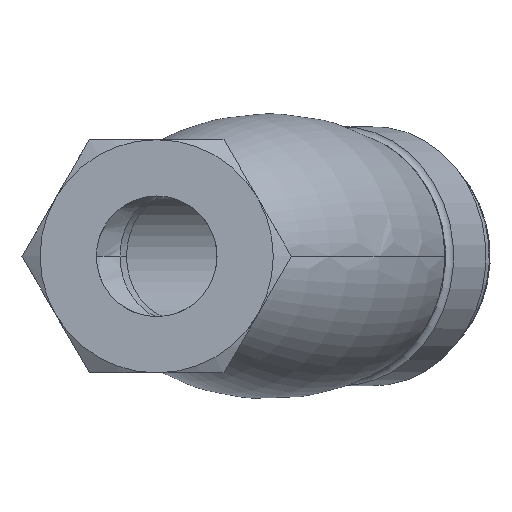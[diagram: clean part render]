
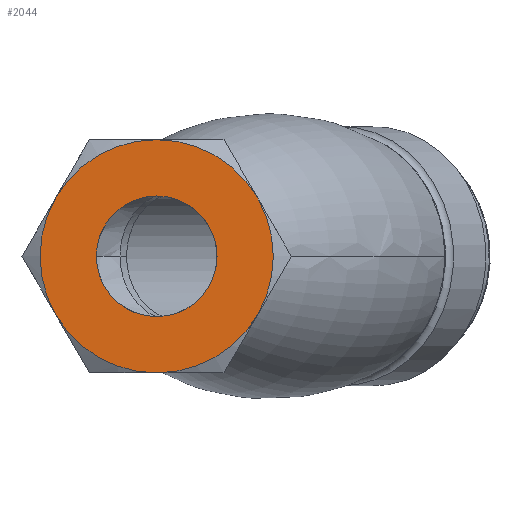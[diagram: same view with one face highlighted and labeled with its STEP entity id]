
A CAD part, left-side view. The second image highlights one B-rep face of the part: STEP entity #2044.
In plain terms, the highlighted planar face has unit normal (-1, 0, 0).
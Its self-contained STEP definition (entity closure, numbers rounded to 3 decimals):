
#2044 = ADVANCED_FACE ( 'NONE', ( #4301, #4300 ), #4425, .F. ) ;
#2045 = ORIENTED_EDGE ( 'NONE', *, *, #2099, .F. ) ;
#2046 = ORIENTED_EDGE ( 'NONE', *, *, #2067, .F. ) ;
#2047 = EDGE_LOOP ( 'NONE', ( #2045, #2068 ) ) ;
#2048 = EDGE_CURVE ( 'NONE', #2049, #2096, #4420, .T. ) ;
#2049 = VERTEX_POINT ( 'NONE', #4408 ) ;
#2050 = ORIENTED_EDGE ( 'NONE', *, *, #2051, .F. ) ;
#2051 = EDGE_CURVE ( 'NONE', #2077, #2076, #4407, .T. ) ;
#2052 = ORIENTED_EDGE ( 'NONE', *, *, #2048, .F. ) ;
#2061 = ORIENTED_EDGE ( 'NONE', *, *, #2062, .F. ) ;
#2062 = EDGE_CURVE ( 'NONE', #2070, #2077, #4374, .T. ) ;
#2066 = EDGE_LOOP ( 'NONE', ( #2046, #2073, #2052, #2074, #2050, #2061 ) ) ;
#2067 = EDGE_CURVE ( 'NONE', #2097, #2070, #14277, .T. ) ;
#2068 = ORIENTED_EDGE ( 'NONE', *, *, #4080, .F. ) ;
#2069 = EDGE_CURVE ( 'NONE', #2096, #2097, #14282, .T. ) ;
#2070 = VERTEX_POINT ( 'NONE', #11756 ) ;
#2073 = ORIENTED_EDGE ( 'NONE', *, *, #2069, .F. ) ;
#2074 = ORIENTED_EDGE ( 'NONE', *, *, #2075, .F. ) ;
#2075 = EDGE_CURVE ( 'NONE', #2076, #2049, #11841, .T. ) ;
#2076 = VERTEX_POINT ( 'NONE', #11834 ) ;
#2077 = VERTEX_POINT ( 'NONE', #11833 ) ;
#2096 = VERTEX_POINT ( 'NONE', #11865 ) ;
#2097 = VERTEX_POINT ( 'NONE', #11913 ) ;
#2099 = EDGE_CURVE ( 'NONE', #4088, #4084, #11884, .T. ) ;
#4080 = EDGE_CURVE ( 'NONE', #4084, #4088, #10508, .T. ) ;
#4084 = VERTEX_POINT ( 'NONE', #10499 ) ;
#4088 = VERTEX_POINT ( 'NONE', #10564 ) ;
#4300 = FACE_OUTER_BOUND ( 'NONE', #2066, .T. ) ;
#4301 = FACE_BOUND ( 'NONE', #2047, .T. ) ;
#4368 = DIRECTION ( 'NONE',  ( 0., 0., -1. ) ) ;
#4370 = DIRECTION ( 'NONE',  ( 1., 0., 0. ) ) ;
#4372 = AXIS2_PLACEMENT_3D ( 'NONE', #4381, #4370, #4368 ) ;
#4374 = CIRCLE ( 'NONE', #4372, 18. ) ;
#4381 = CARTESIAN_POINT ( 'NONE',  ( 0., 0., 0. ) ) ;
#4403 = DIRECTION ( 'NONE',  ( 0., 0., -1. ) ) ;
#4404 = DIRECTION ( 'NONE',  ( 1., 0., 0. ) ) ;
#4405 = CARTESIAN_POINT ( 'NONE',  ( 0., 0., 0. ) ) ;
#4406 = AXIS2_PLACEMENT_3D ( 'NONE', #4405, #4404, #4403 ) ;
#4407 = CIRCLE ( 'NONE', #4406, 18. ) ;
#4408 = CARTESIAN_POINT ( 'NONE',  ( 0., 0., 18. ) ) ;
#4409 = DIRECTION ( 'NONE',  ( 0., 0., -1. ) ) ;
#4410 = DIRECTION ( 'NONE',  ( 1., 0., 0. ) ) ;
#4411 = CARTESIAN_POINT ( 'NONE',  ( 0., 0., 0. ) ) ;
#4419 = AXIS2_PLACEMENT_3D ( 'NONE', #4411, #4410, #4409 ) ;
#4420 = CIRCLE ( 'NONE', #4419, 18. ) ;
#4421 = DIRECTION ( 'NONE',  ( 0., 0., -1. ) ) ;
#4422 = DIRECTION ( 'NONE',  ( 1., 0., 0. ) ) ;
#4423 = CARTESIAN_POINT ( 'NONE',  ( 0., -10.392, 18. ) ) ;
#4424 = AXIS2_PLACEMENT_3D ( 'NONE', #4423, #4422, #4421 ) ;
#4425 = PLANE ( 'NONE',  #4424 ) ;
#10499 = CARTESIAN_POINT ( 'NONE',  ( 0., 0., -9.316 ) ) ;
#10504 = DIRECTION ( 'NONE',  ( 0., 0., 1. ) ) ;
#10505 = DIRECTION ( 'NONE',  ( -1., 0., 0. ) ) ;
#10506 = CARTESIAN_POINT ( 'NONE',  ( 0., 0., 0. ) ) ;
#10507 = AXIS2_PLACEMENT_3D ( 'NONE', #10506, #10505, #10504 ) ;
#10508 = CIRCLE ( 'NONE', #10507, 9.316 ) ;
#10564 = CARTESIAN_POINT ( 'NONE',  ( 0., 0., 9.316 ) ) ;
#11748 = DIRECTION ( 'NONE',  ( 0., 0., -1. ) ) ;
#11749 = DIRECTION ( 'NONE',  ( 1., 0., 0. ) ) ;
#11750 = CARTESIAN_POINT ( 'NONE',  ( 0., 0., 0. ) ) ;
#11756 = CARTESIAN_POINT ( 'NONE',  ( 0., 0., -18. ) ) ;
#11793 = AXIS2_PLACEMENT_3D ( 'NONE', #11799, #11845, #11844 ) ;
#11799 = CARTESIAN_POINT ( 'NONE',  ( 0., 0., 0. ) ) ;
#11833 = CARTESIAN_POINT ( 'NONE',  ( 0., 15.588, -9. ) ) ;
#11834 = CARTESIAN_POINT ( 'NONE',  ( 0., 15.588, 9. ) ) ;
#11841 = CIRCLE ( 'NONE', #11793, 18. ) ;
#11844 = DIRECTION ( 'NONE',  ( 0., 0., -1. ) ) ;
#11845 = DIRECTION ( 'NONE',  ( 1., 0., 0. ) ) ;
#11865 = CARTESIAN_POINT ( 'NONE',  ( 0., -15.588, 9. ) ) ;
#11880 = DIRECTION ( 'NONE',  ( 0., 0., 1. ) ) ;
#11881 = DIRECTION ( 'NONE',  ( -1., 0., 0. ) ) ;
#11882 = CARTESIAN_POINT ( 'NONE',  ( 0., 0., 0. ) ) ;
#11883 = AXIS2_PLACEMENT_3D ( 'NONE', #11882, #11881, #11880 ) ;
#11884 = CIRCLE ( 'NONE', #11883, 9.316 ) ;
#11913 = CARTESIAN_POINT ( 'NONE',  ( 0., -15.588, -9. ) ) ;
#14276 = AXIS2_PLACEMENT_3D ( 'NONE', #14287, #14279, #14278 ) ;
#14277 = CIRCLE ( 'NONE', #14276, 18. ) ;
#14278 = DIRECTION ( 'NONE',  ( 0., 0., -1. ) ) ;
#14279 = DIRECTION ( 'NONE',  ( 1., 0., 0. ) ) ;
#14281 = AXIS2_PLACEMENT_3D ( 'NONE', #11750, #11749, #11748 ) ;
#14282 = CIRCLE ( 'NONE', #14281, 18. ) ;
#14287 = CARTESIAN_POINT ( 'NONE',  ( 0., 0., 0. ) ) ;
